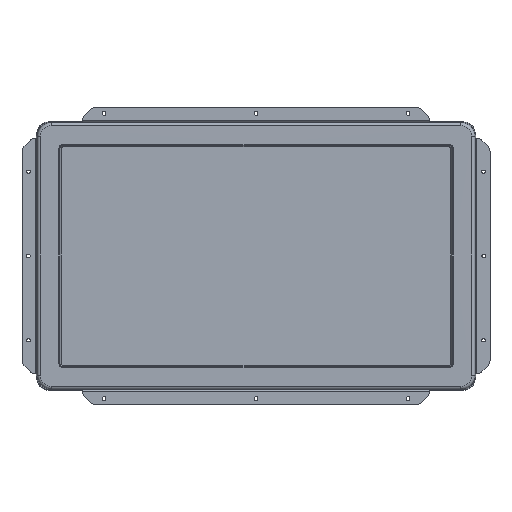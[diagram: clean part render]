
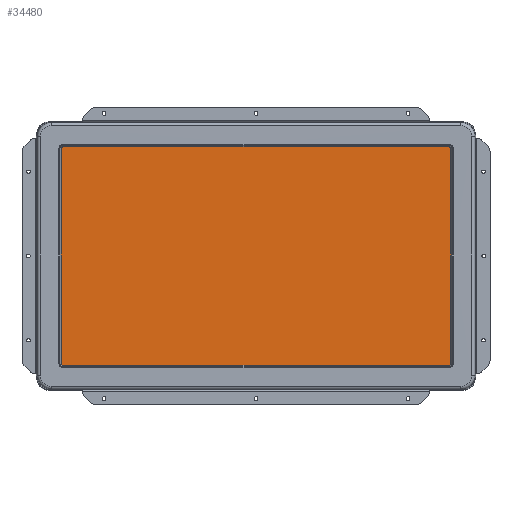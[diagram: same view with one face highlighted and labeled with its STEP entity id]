
A CAD part, top view. The second image highlights one B-rep face of the part: STEP entity #34480.
In plain terms, the highlighted planar face has unit normal (0, 0, 1).
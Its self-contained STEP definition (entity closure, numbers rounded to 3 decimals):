
#11691=DIRECTION('',(-1.,0.,0.));
#11692=VECTOR('',#11691,285.327);
#11693=CARTESIAN_POINT('',(285.327,161.975,-6.5));
#11694=LINE('',#11693,#11692);
#11695=CARTESIAN_POINT('',(285.327,159.275,-6.5));
#11696=DIRECTION('',(0.,0.,1.));
#11697=DIRECTION('',(1.,0.,0.));
#11698=AXIS2_PLACEMENT_3D('',#11695,#11696,#11697);
#11700=DIRECTION('',(0.,1.,0.));
#11701=VECTOR('',#11700,159.275);
#11702=CARTESIAN_POINT('',(288.027,0.,-6.486));
#11703=LINE('',#11702,#11701);
#11704=DIRECTION('',(0.,1.,0.));
#11705=VECTOR('',#11704,159.275);
#11706=CARTESIAN_POINT('',(288.027,-159.275,-6.5));
#11707=LINE('',#11706,#11705);
#11708=CARTESIAN_POINT('',(285.327,-159.275,-6.5));
#11709=DIRECTION('',(0.,0.,1.));
#11710=DIRECTION('',(0.,-1.,0.));
#11711=AXIS2_PLACEMENT_3D('',#11708,#11709,#11710);
#11713=DIRECTION('',(1.,0.,0.));
#11714=VECTOR('',#11713,285.327);
#11715=CARTESIAN_POINT('',(0.,-161.975,-6.486));
#11716=LINE('',#11715,#11714);
#11717=DIRECTION('',(1.,0.,0.));
#11718=VECTOR('',#11717,285.327);
#11719=CARTESIAN_POINT('',(-285.327,-161.975,-6.5));
#11720=LINE('',#11719,#11718);
#11721=CARTESIAN_POINT('',(-285.327,-159.275,-6.5));
#11722=DIRECTION('',(0.,0.,1.));
#11723=DIRECTION('',(-1.,0.,0.));
#11724=AXIS2_PLACEMENT_3D('',#11721,#11722,#11723);
#11726=DIRECTION('',(0.,-1.,0.));
#11727=VECTOR('',#11726,159.275);
#11728=CARTESIAN_POINT('',(-288.027,0.,-6.486));
#11729=LINE('',#11728,#11727);
#11730=DIRECTION('',(0.,-1.,0.));
#11731=VECTOR('',#11730,159.275);
#11732=CARTESIAN_POINT('',(-288.027,159.275,-6.5));
#11733=LINE('',#11732,#11731);
#11734=CARTESIAN_POINT('',(-285.327,159.275,-6.5));
#11735=DIRECTION('',(0.,0.,1.));
#11736=DIRECTION('',(0.,1.,0.));
#11737=AXIS2_PLACEMENT_3D('',#11734,#11735,#11736);
#11739=DIRECTION('',(-1.,0.,0.));
#11740=VECTOR('',#11739,285.327);
#11741=CARTESIAN_POINT('',(0.,161.975,-6.486));
#11742=LINE('',#11741,#11740);
#13302=CARTESIAN_POINT('',(288.027,159.275,-6.5));
#13303=CARTESIAN_POINT('',(285.327,161.975,-6.5));
#13304=VERTEX_POINT('',#13302);
#13305=VERTEX_POINT('',#13303);
#13306=CARTESIAN_POINT('',(-285.327,161.975,-6.5));
#13307=CARTESIAN_POINT('',(-288.027,159.275,-6.5));
#13308=VERTEX_POINT('',#13306);
#13309=VERTEX_POINT('',#13307);
#13310=CARTESIAN_POINT('',(-288.027,-159.275,-6.5));
#13311=CARTESIAN_POINT('',(-285.327,-161.975,-6.5));
#13312=VERTEX_POINT('',#13310);
#13313=VERTEX_POINT('',#13311);
#13314=CARTESIAN_POINT('',(285.327,-161.975,-6.5));
#13315=CARTESIAN_POINT('',(288.027,-159.275,-6.5));
#13316=VERTEX_POINT('',#13314);
#13317=VERTEX_POINT('',#13315);
#17158=CARTESIAN_POINT('',(0.,161.975,-6.486));
#17159=VERTEX_POINT('',#17158);
#17160=CARTESIAN_POINT('',(-288.027,0.,-6.486));
#17161=VERTEX_POINT('',#17160);
#17162=CARTESIAN_POINT('',(0.,-161.975,-6.486));
#17163=VERTEX_POINT('',#17162);
#17164=CARTESIAN_POINT('',(288.027,0.,-6.486));
#17165=VERTEX_POINT('',#17164);
#34461=CARTESIAN_POINT('',(0.,0.,-6.5));
#34462=DIRECTION('',(0.,0.,1.));
#34463=DIRECTION('',(1.,0.,0.));
#34464=AXIS2_PLACEMENT_3D('',#34461,#34462,#34463);
#34465=PLANE('',#34464);
#34466=ORIENTED_EDGE('',*,*,#34124,.F.);
#34467=ORIENTED_EDGE('',*,*,#34151,.F.);
#34468=ORIENTED_EDGE('',*,*,#34167,.F.);
#34469=ORIENTED_EDGE('',*,*,#34179,.F.);
#34470=ORIENTED_EDGE('',*,*,#34260,.F.);
#34471=ORIENTED_EDGE('',*,*,#34287,.F.);
#34472=ORIENTED_EDGE('',*,*,#34272,.F.);
#34473=ORIENTED_EDGE('',*,*,#34299,.F.);
#34474=ORIENTED_EDGE('',*,*,#34329,.F.);
#34475=ORIENTED_EDGE('',*,*,#34314,.F.);
#34476=ORIENTED_EDGE('',*,*,#34343,.F.);
#34477=ORIENTED_EDGE('',*,*,#34139,.F.);
#34478=EDGE_LOOP('',(#34466,#34467,#34468,#34469,#34470,#34471,#34472,#34473,
#34474,#34475,#34476,#34477));
#34479=FACE_OUTER_BOUND('',#34478,.F.);
#34480=ADVANCED_FACE('',(#34479),#34465,.T.);
#11699=CIRCLE('',#11698,2.7);
#11712=CIRCLE('',#11711,2.7);
#11725=CIRCLE('',#11724,2.7);
#11738=CIRCLE('',#11737,2.7);
#34124=EDGE_CURVE('',#13305,#17159,#11694,.T.);
#34139=EDGE_CURVE('',#17159,#13308,#11742,.T.);
#34151=EDGE_CURVE('',#13304,#13305,#11699,.T.);
#34167=EDGE_CURVE('',#17165,#13304,#11703,.T.);
#34179=EDGE_CURVE('',#13317,#17165,#11707,.T.);
#34260=EDGE_CURVE('',#13316,#13317,#11712,.T.);
#34272=EDGE_CURVE('',#13313,#17163,#11720,.T.);
#34287=EDGE_CURVE('',#17163,#13316,#11716,.T.);
#34299=EDGE_CURVE('',#13312,#13313,#11725,.T.);
#34314=EDGE_CURVE('',#13309,#17161,#11733,.T.);
#34329=EDGE_CURVE('',#17161,#13312,#11729,.T.);
#34343=EDGE_CURVE('',#13308,#13309,#11738,.T.);
